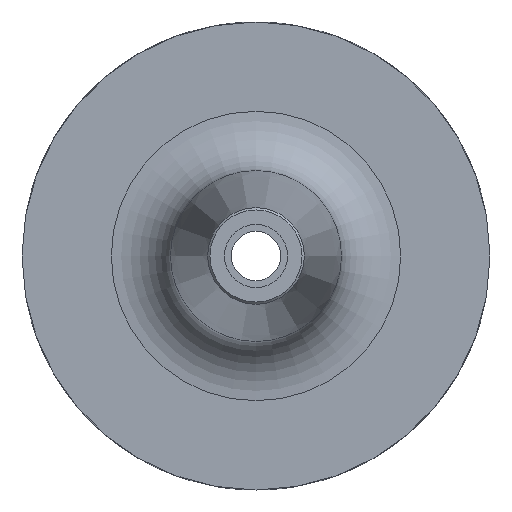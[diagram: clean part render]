
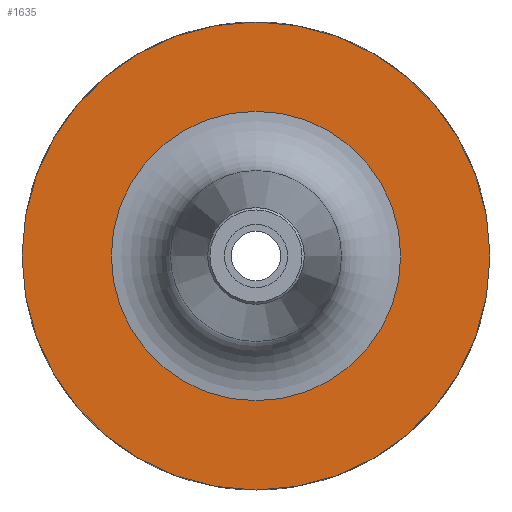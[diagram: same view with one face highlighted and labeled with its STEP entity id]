
A CAD part, left-side view. The second image highlights one B-rep face of the part: STEP entity #1635.
In plain terms, the highlighted planar face has unit normal (-1, 0, 0).
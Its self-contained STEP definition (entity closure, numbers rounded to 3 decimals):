
#149=FACE_BOUND('',#376,.T.);
#187=PLANE('',#1840);
#276=FACE_OUTER_BOUND('',#375,.T.);
#375=EDGE_LOOP('',(#1458,#1459));
#376=EDGE_LOOP('',(#1460,#1461));
#608=CIRCLE('',#1838,19.477);
#609=CIRCLE('',#1839,19.477);
#610=CIRCLE('',#1841,31.5);
#611=CIRCLE('',#1842,31.5);
#779=VERTEX_POINT('',#4031);
#780=VERTEX_POINT('',#4033);
#781=VERTEX_POINT('',#4037);
#782=VERTEX_POINT('',#4038);
#1025=EDGE_CURVE('',#780,#779,#608,.T.);
#1026=EDGE_CURVE('',#779,#780,#609,.T.);
#1027=EDGE_CURVE('',#781,#782,#610,.T.);
#1028=EDGE_CURVE('',#782,#781,#611,.T.);
#1458=ORIENTED_EDGE('',*,*,#1027,.F.);
#1459=ORIENTED_EDGE('',*,*,#1028,.F.);
#1460=ORIENTED_EDGE('',*,*,#1025,.T.);
#1461=ORIENTED_EDGE('',*,*,#1026,.T.);
#1635=ADVANCED_FACE('',(#276,#149),#187,.T.);
#1838=AXIS2_PLACEMENT_3D('',#4034,#2269,#2270);
#1839=AXIS2_PLACEMENT_3D('',#4035,#2271,#2272);
#1840=AXIS2_PLACEMENT_3D('',#4036,#2273,#2274);
#1841=AXIS2_PLACEMENT_3D('',#4039,#2275,#2276);
#1842=AXIS2_PLACEMENT_3D('',#4040,#2277,#2278);
#2269=DIRECTION('center_axis',(1.,0.,0.));
#2270=DIRECTION('ref_axis',(0.,1.,0.));
#2271=DIRECTION('center_axis',(1.,0.,0.));
#2272=DIRECTION('ref_axis',(0.,1.,0.));
#2273=DIRECTION('center_axis',(-1.,0.,0.));
#2274=DIRECTION('ref_axis',(0.,0.,1.));
#2275=DIRECTION('center_axis',(1.,0.,0.));
#2276=DIRECTION('ref_axis',(0.,1.,0.));
#2277=DIRECTION('center_axis',(1.,0.,0.));
#2278=DIRECTION('ref_axis',(0.,1.,0.));
#4031=CARTESIAN_POINT('',(-22.,0.,19.477));
#4033=CARTESIAN_POINT('',(-22.,19.477,0.));
#4034=CARTESIAN_POINT('Origin',(-22.,0.,0.));
#4035=CARTESIAN_POINT('Origin',(-22.,0.,0.));
#4036=CARTESIAN_POINT('Origin',(-22.,25.488,0.));
#4037=CARTESIAN_POINT('',(-22.,31.5,0.));
#4038=CARTESIAN_POINT('',(-22.,-31.5,0.));
#4039=CARTESIAN_POINT('Origin',(-22.,0.,0.));
#4040=CARTESIAN_POINT('Origin',(-22.,0.,0.));
